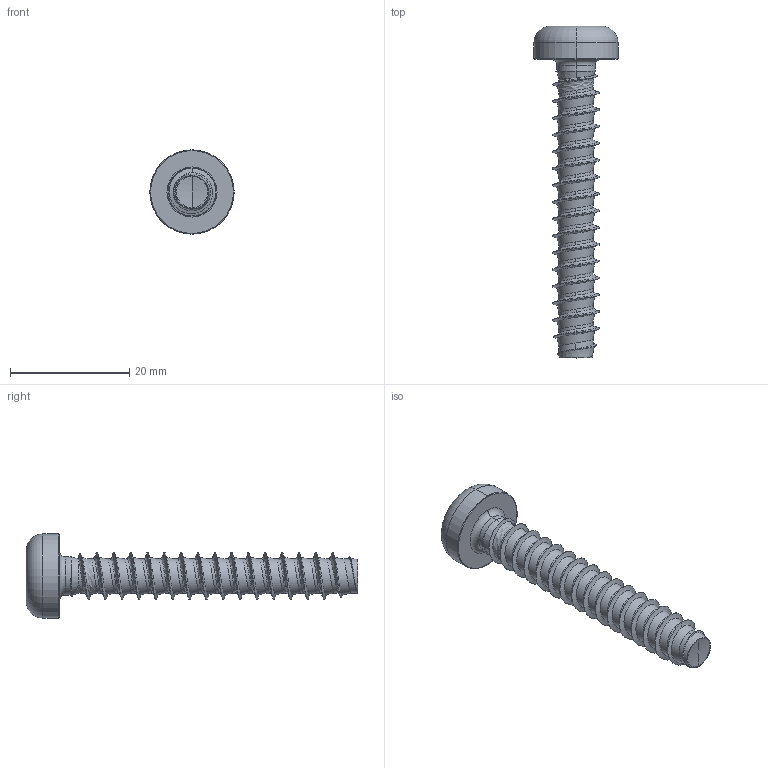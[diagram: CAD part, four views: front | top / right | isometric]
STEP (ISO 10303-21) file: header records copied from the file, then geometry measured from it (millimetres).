
FILE_DESCRIPTION (( 'STEP AP203' ), '1' );
FILE_NAME ('STP390800500.STEP', '2017-08-15T20:16:27', ( '' ), ( '' ), 'SwSTEP 2.0', 'SolidWorks 2015', '' );
FILE_SCHEMA (( 'CONFIG_CONTROL_DESIGN' ));
Length unit declared in the file: millimetre
Products named in the file (1): STP390800500
Bounding box: 14.1 x 55.59 x 14.1 mm (x, y, z)
Volume: 2208 mm3; surface area: 2029.1 mm2
Topology: 1 solids, 1 shells, 115 faces, 292 edges, 179 vertices
Faces by surface type: cylinder 58, bspline 35, cone 10, torus 6, sphere 4, plane 2
Entity records: 35740 total; most frequent: CARTESIAN_POINT 33345, ORIENTED_EDGE 580, DIRECTION 356, EDGE_CURVE 290, VERTEX_POINT 179, AXIS2_PLACEMENT_3D 142, B_SPLINE_CURVE_WITH_KNOTS 123, EDGE_LOOP 117
